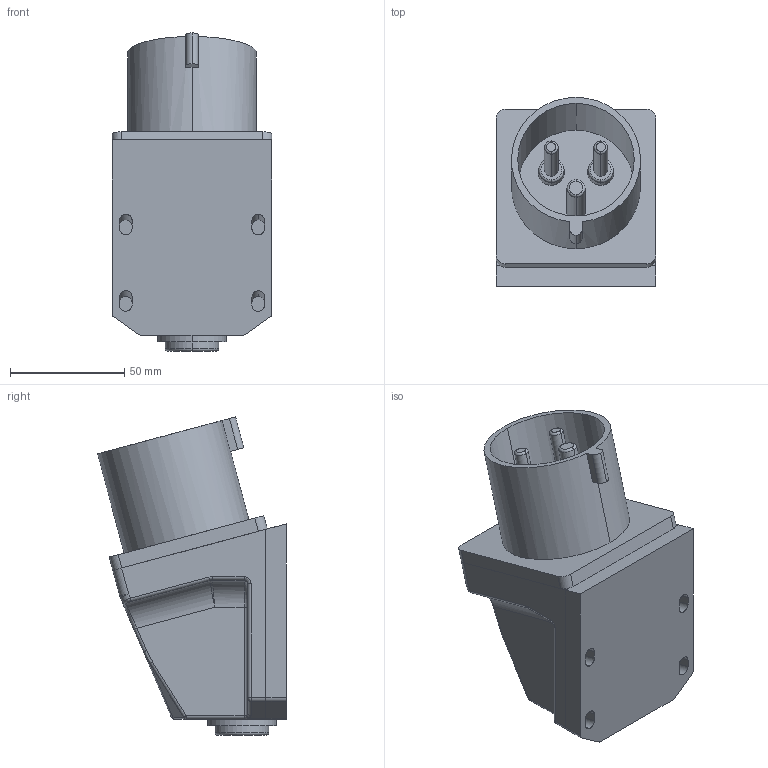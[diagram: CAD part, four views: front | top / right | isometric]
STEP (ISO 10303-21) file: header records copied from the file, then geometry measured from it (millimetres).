
FILE_DESCRIPTION (( 'STEP AP214' ), '1' );
FILE_NAME ('PSR51-032-3 Âèëêà 523 ñòàö.2Ð+ÐÅ 32À 220Â IP44 ÈÝÊ.STEP', '2017-03-29T09:02:52', ( '' ), ( '' ), 'SwSTEP 2.0', 'SolidWorks 2014', '' );
FILE_SCHEMA (( 'AUTOMOTIVE_DESIGN' ));
Length unit declared in the file: millimetre
Products named in the file (1): PSR51-032-3 Âèëêà 523 ñòàö.2Ð+ÐÅ 32À 220Â IP44 ÈÝÊ
Bounding box: 70 x 82.68 x 139.32 mm (x, y, z)
Volume: 159652.8 mm3; surface area: 93282.4 mm2
Topology: 7 solids, 7 shells, 454 faces, 1137 edges, 726 vertices
Faces by surface type: plane 215, cylinder 179, bspline 30, torus 22, sphere 4, cone 4
Entity records: 15041 total; most frequent: CARTESIAN_POINT 4030, DIRECTION 2287, ORIENTED_EDGE 2266, EDGE_CURVE 1133, AXIS2_PLACEMENT_3D 819, VERTEX_POINT 726, LINE 649, VECTOR 649
